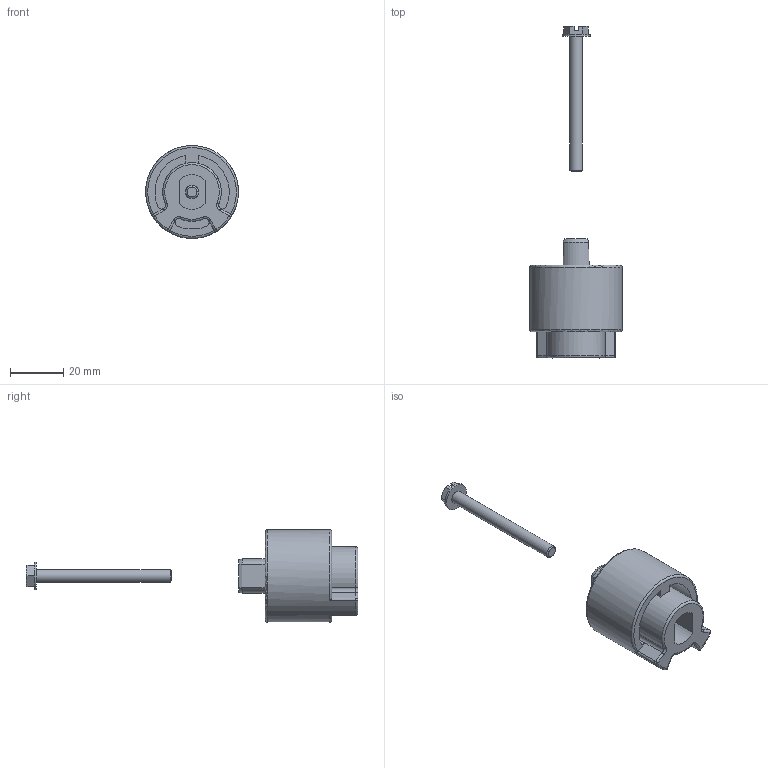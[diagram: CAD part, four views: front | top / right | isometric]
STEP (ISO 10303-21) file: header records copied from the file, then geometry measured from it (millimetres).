
FILE_DESCRIPTION(/* description */ ('1 3/8" BL Handle Offset W/ Screw'),/* implementation_level */ '2;1');
FILE_NAME(/* name */ 'V10153138BL.stp',/* time_stamp */ '2017-03-14T13:53:26-04:00',/* author */ ('ALR'),/* organization */ (''),/* preprocessor_version */ 'ST-DEVELOPER v16.5',/* originating_system */ 'Autodesk Inventor 2017',/* authorisation */ '');
FILE_SCHEMA (('AUTOMOTIVE_DESIGN { 1 0 10303 214 3 1 1 }'));
Length unit declared in the file: inch
Products named in the file (3): V10153138BL; V10153138BLX; B1024200AT
Assembly tree (2 placements, depth 2):
  V10153138BL
    V10153138BLX
    B1024200AT
Bounding box: 34.9 x 124.87 x 34.9 mm (x, y, z)
Volume: 25314.3 mm3; surface area: 10801.9 mm2
Topology: 2 solids, 2 shells, 92 faces, 226 edges, 142 vertices
Faces by surface type: plane 37, cylinder 31, torus 11, cone 9, sphere 4
Full cylindrical faces by diameter (mm): 4.826 x1, 5.08 x1, 10.516 x1, 34.925 x1
Entity records: 2814 total; most frequent: CARTESIAN_POINT 545, DIRECTION 496, ORIENTED_EDGE 438, EDGE_CURVE 219, AXIS2_PLACEMENT_3D 200, VERTEX_POINT 141, EDGE_LOOP 104, CIRCLE 101
